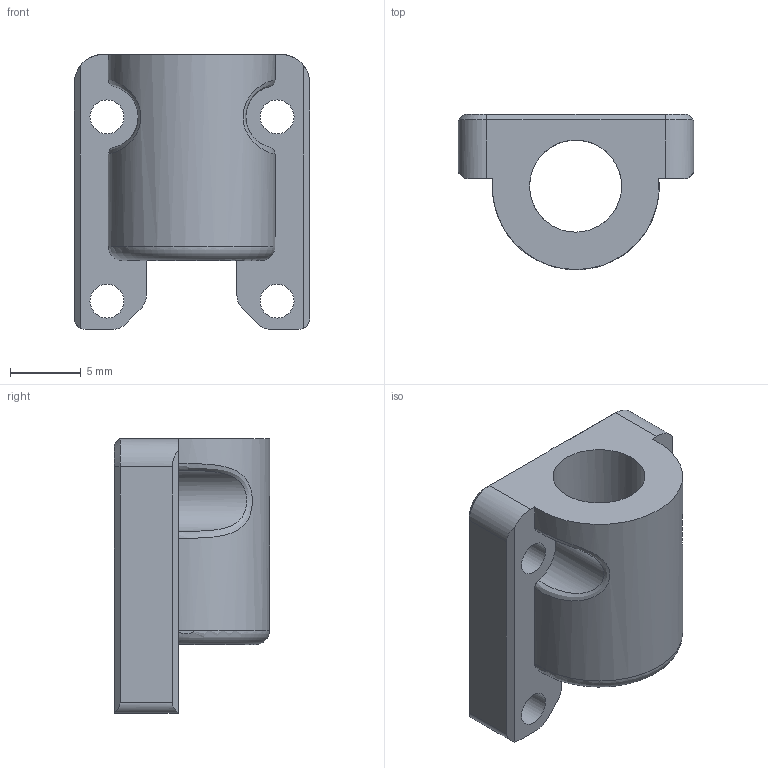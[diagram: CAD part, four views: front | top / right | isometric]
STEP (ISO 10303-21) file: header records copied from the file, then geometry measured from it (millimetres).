
FILE_DESCRIPTION(/* description */ (''),/* implementation_level */ '2;1');
FILE_NAME(/* name */ 'z_joint_carriage_attachment_kglm03_0.4_x4.step',/* time_stamp */ '2025-12-21T22:20:15-05:00',/* author */ (''),/* organization */ (''),/* preprocessor_version */ 'ST-DEVELOPER v20.1',/* originating_system */ 'Autodesk Translation Framework v14.21.0.0',/* authorisation */ '');
FILE_SCHEMA (('AUTOMOTIVE_DESIGN { 1 0 10303 214 3 1 1 }'));
Length unit declared in the file: millimetre
Products named in the file (1): z_joint_carriage_attachment_kglm03_x4
Bounding box: 16.6 x 10.96 x 19.4 mm (x, y, z)
Volume: 1184.4 mm3; surface area: 1492.6 mm2
Topology: 1 solids, 1 shells, 79 faces, 210 edges, 132 vertices
Faces by surface type: plane 47, cylinder 19, cone 10, bspline 2, torus 1
Full cylindrical faces by diameter (mm): 2.4 x4, 6.5 x1
Entity records: 3174 total; most frequent: CARTESIAN_POINT 1142, ORIENTED_EDGE 420, DIRECTION 410, EDGE_CURVE 210, LINE 138, VECTOR 138, AXIS2_PLACEMENT_3D 136, VERTEX_POINT 132
